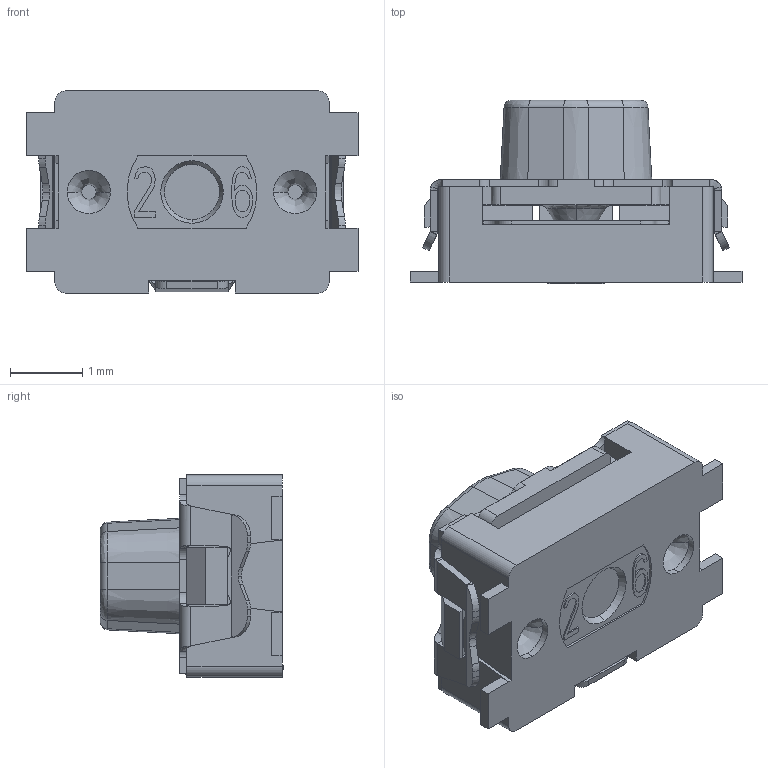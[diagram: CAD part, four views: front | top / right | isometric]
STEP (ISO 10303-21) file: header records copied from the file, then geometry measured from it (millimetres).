
FILE_DESCRIPTION (( 'STEP AP214' ), '1' );
FILE_NAME ('KMR441GLFS.STEP', '2023-10-09T13:55:44', ( '' ), ( '' ), 'SwSTEP 2.0', 'SolidWorks 2023', '' );
FILE_SCHEMA (( 'AUTOMOTIVE_DESIGN' ));
Length unit declared in the file: inch
Products named in the file (1): KMR441GLFS
Bounding box: 4.6 x 2.54 x 2.8 mm (x, y, z)
Volume: 15.6 mm3; surface area: 81.5 mm2
Topology: 1 solids, 1 shells, 383 faces, 1061 edges, 682 vertices
Faces by surface type: plane 252, cylinder 90, bspline 30, cone 11
Entity records: 14539 total; most frequent: CARTESIAN_POINT 3324, ORIENTED_EDGE 2122, DIRECTION 1907, EDGE_CURVE 1061, VECTOR 799, LINE 799, VERTEX_POINT 682, AXIS2_PLACEMENT_3D 554
